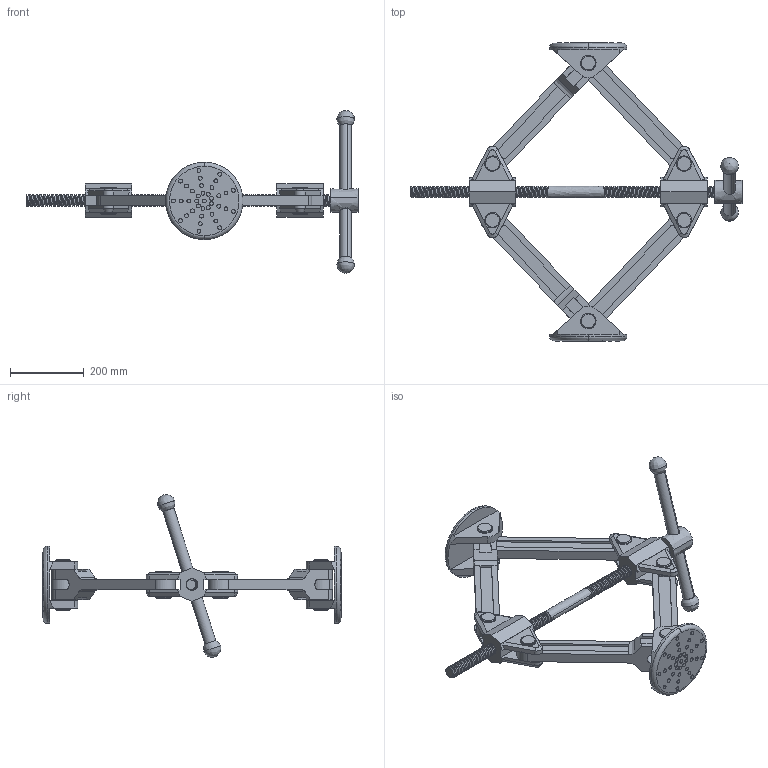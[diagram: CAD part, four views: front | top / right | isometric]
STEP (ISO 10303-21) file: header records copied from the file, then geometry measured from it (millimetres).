
FILE_DESCRIPTION(('FreeCAD Model'),'2;1');
FILE_NAME('Open CASCADE Shape Model','2025-05-07T16:51:57',('FreeCAD'),( 'FreeCAD'),'Open CASCADE STEP processor 7.6','FreeCAD','Unknown');
FILE_SCHEMA(('AUTOMOTIVE_DESIGN { 1 0 10303 214 1 1 1 1 }'));
Products named in the file (1): Open CASCADE STEP translator 7.6 1
Bounding box: 899.67 x 808 x 440.44 mm (x, y, z)
Volume: 7964235.8 mm3; surface area: 1111804.6 mm2
Topology: 21 solids, 21 shells, 830 faces, 2038 edges, 1338 vertices
Faces by surface type: bspline 830
Entity records: 68336 total; most frequent: CARTESIAN_POINT 56835, ORIENTED_EDGE 4072, EDGE_CURVE 2036, VERTEX_POINT 1338, FACE_BOUND 970, EDGE_LOOP 970, B_SPLINE_CURVE_WITH_KNOTS 958, ADVANCED_FACE 830
